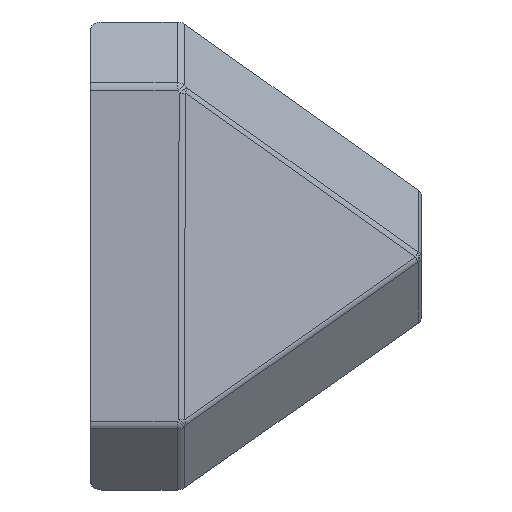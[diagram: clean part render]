
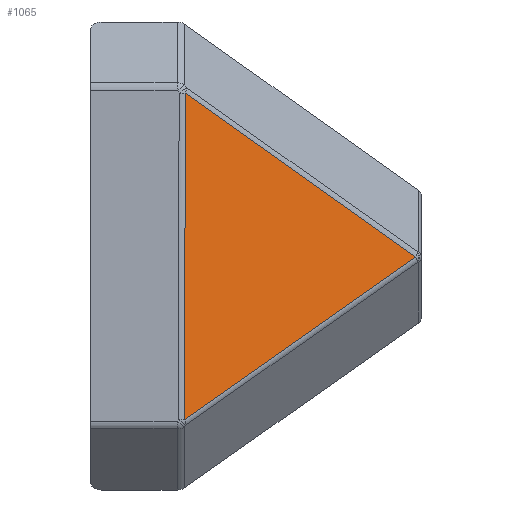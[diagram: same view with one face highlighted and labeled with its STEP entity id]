
A CAD part, top view. The second image highlights one B-rep face of the part: STEP entity #1065.
In plain terms, the highlighted planar face has unit normal (0.578, -0.001, 0.816).
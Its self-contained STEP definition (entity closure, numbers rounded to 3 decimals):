
#48=PLANE('',#1192);
#113=FACE_OUTER_BOUND('',#178,.T.);
#178=EDGE_LOOP('',(#958,#959,#960));
#272=LINE('',#1832,#365);
#273=LINE('',#1838,#366);
#274=LINE('',#1841,#367);
#365=VECTOR('',#1510,45.397);
#366=VECTOR('',#1519,45.409);
#367=VECTOR('',#1524,45.464);
#516=VERTEX_POINT('',#1826);
#517=VERTEX_POINT('',#1830);
#518=VERTEX_POINT('',#1836);
#665=EDGE_CURVE('',#517,#516,#272,.T.);
#668=EDGE_CURVE('',#518,#517,#273,.T.);
#669=EDGE_CURVE('',#516,#518,#274,.T.);
#958=ORIENTED_EDGE('',*,*,#665,.F.);
#959=ORIENTED_EDGE('',*,*,#668,.F.);
#960=ORIENTED_EDGE('',*,*,#669,.F.);
#1065=ADVANCED_FACE('',(#113),#48,.T.);
#1192=AXIS2_PLACEMENT_3D('',#1845,#1531,#1532);
#1510=DIRECTION('',(0.706,-0.501,-0.501));
#1519=DIRECTION('',(0.003,1.,-0.001));
#1524=DIRECTION('',(-0.708,-0.499,0.501));
#1531=DIRECTION('center_axis',(0.578,-0.001,0.816));
#1532=DIRECTION('ref_axis',(0.816,0.,-0.578));
#1826=CARTESIAN_POINT('',(45.223,-22.622,-19.907));
#1830=CARTESIAN_POINT('',(13.183,0.12,2.835));
#1832=CARTESIAN_POINT('',(29.14,-11.207,-8.491));
#1836=CARTESIAN_POINT('',(13.056,-45.289,2.864));
#1838=CARTESIAN_POINT('',(13.12,-22.51,2.85));
#1841=CARTESIAN_POINT('',(29.13,-33.962,-8.515));
#1845=CARTESIAN_POINT('Origin',(23.778,-22.556,-4.706));
